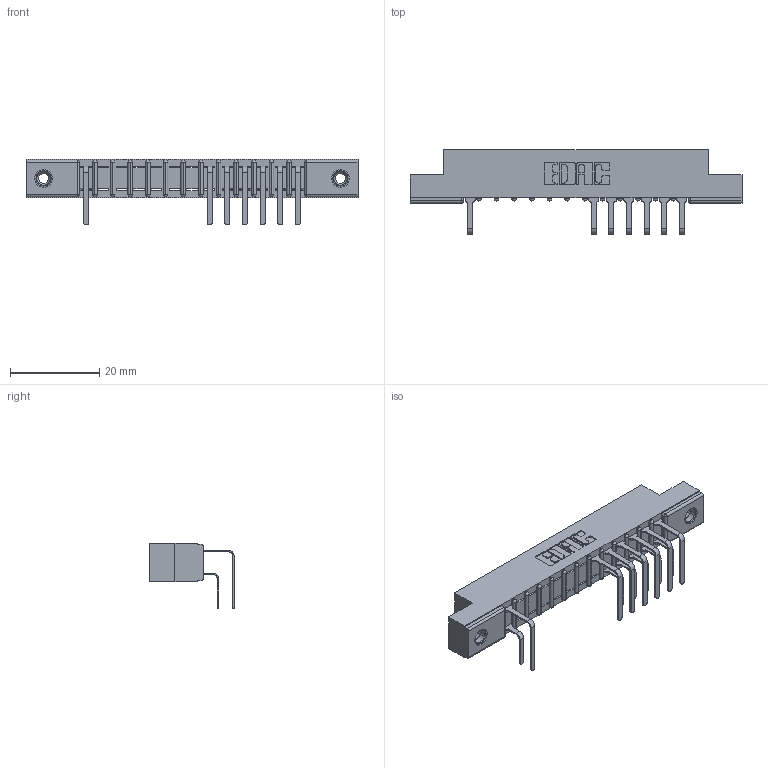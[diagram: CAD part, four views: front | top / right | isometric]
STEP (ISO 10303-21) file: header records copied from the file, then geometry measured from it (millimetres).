
FILE_DESCRIPTION (( 'STEP AP203' ), '1' );
FILE_NAME ('357-026-558-208.STEP', '2018-08-09T03:56:48', ( '' ), ( '' ), 'SwSTEP 2.0', 'SolidWorks 2016', '' );
FILE_SCHEMA (( 'CONFIG_CONTROL_DESIGN' ));
Length unit declared in the file: inch
Products named in the file (5): 307 Part_.156 Dia Mounting Holes; 307-290-001_558 559 - 1 (Single); 307-290-001_558 - 2 (Single); 345-250-001_345-250-003-102; 357-026-558-208
Assembly tree (16 placements, depth 2):
  357-026-558-208
    307 Part_.156 Dia Mounting Holes
    307-290-001_558 559 - 1 (Single)  x6
    307-290-001_558 - 2 (Single)  x7
    345-250-001_345-250-003-102  x2
Bounding box: 74.52 x 18.96 x 14.81 mm (x, y, z)
Volume: 4760.1 mm3; surface area: 7300.2 mm2
Topology: 16 solids, 16 shells, 972 faces, 2721 edges, 1750 vertices
Faces by surface type: plane 609, cylinder 319, sphere 28, cone 12, torus 4
Entity records: 17352 total; most frequent: CARTESIAN_POINT 2889, ORIENTED_EDGE 2866, DIRECTION 2837, EDGE_CURVE 1433, LINE 1085, VECTOR 1085, VERTEX_POINT 928, AXIS2_PLACEMENT_3D 876
